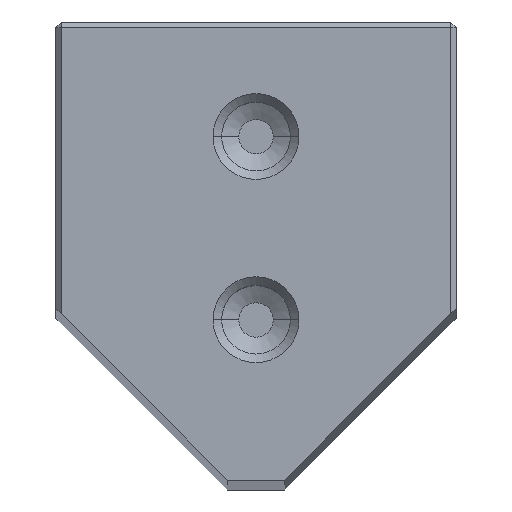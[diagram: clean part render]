
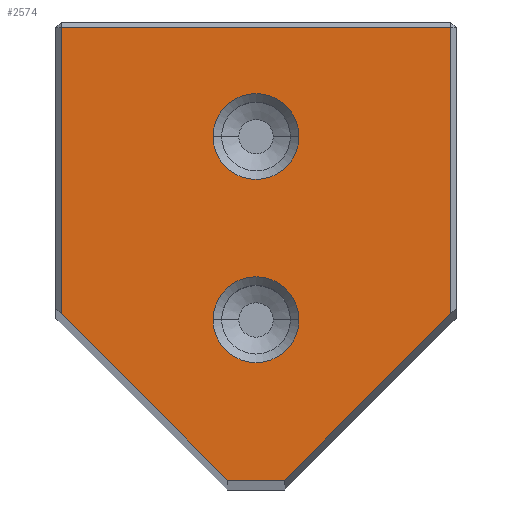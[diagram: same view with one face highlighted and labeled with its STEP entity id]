
A CAD part, top view. The second image highlights one B-rep face of the part: STEP entity #2574.
In plain terms, the highlighted planar face has unit normal (0, 0, 1).
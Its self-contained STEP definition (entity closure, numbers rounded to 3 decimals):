
#2574=ADVANCED_FACE('',(#3473,#3474,#3475),#2919,.T.);
#2919=PLANE('',#9063);
#3159=CIRCLE('',#8955,3.75);
#3161=CIRCLE('',#8958,3.75);
#3228=CIRCLE('',#9061,3.75);
#3229=CIRCLE('',#9062,3.75);
#3473=FACE_BOUND('',#3582,.T.);
#3474=FACE_BOUND('',#3583,.T.);
#3475=FACE_BOUND('',#3584,.T.);
#3582=EDGE_LOOP('',(#4392,#4393));
#3583=EDGE_LOOP('',(#4394,#4395));
#3584=EDGE_LOOP('',(#4396,#4397,#4398,#4399,#4400,#4401));
#4392=ORIENTED_EDGE('',*,*,#6821,.T.);
#4393=ORIENTED_EDGE('',*,*,#6960,.T.);
#4394=ORIENTED_EDGE('',*,*,#6817,.T.);
#4395=ORIENTED_EDGE('',*,*,#6961,.T.);
#4396=ORIENTED_EDGE('',*,*,#6940,.T.);
#4397=ORIENTED_EDGE('',*,*,#6962,.T.);
#4398=ORIENTED_EDGE('',*,*,#6963,.T.);
#4399=ORIENTED_EDGE('',*,*,#6964,.T.);
#4400=ORIENTED_EDGE('',*,*,#6946,.T.);
#4401=ORIENTED_EDGE('',*,*,#6942,.T.);
#6165=VERTEX_POINT('',#11603);
#6166=VERTEX_POINT('',#11605);
#6169=VERTEX_POINT('',#11612);
#6170=VERTEX_POINT('',#11614);
#6255=VERTEX_POINT('',#11848);
#6256=VERTEX_POINT('',#11850);
#6257=VERTEX_POINT('',#11854);
#6260=VERTEX_POINT('',#11862);
#6267=VERTEX_POINT('',#11888);
#6268=VERTEX_POINT('',#11890);
#6817=EDGE_CURVE('',#6166,#6165,#3159,.T.);
#6821=EDGE_CURVE('',#6170,#6169,#3161,.T.);
#6940=EDGE_CURVE('',#6256,#6255,#7767,.T.);
#6942=EDGE_CURVE('',#6257,#6256,#7769,.T.);
#6946=EDGE_CURVE('',#6260,#6257,#7773,.T.);
#6960=EDGE_CURVE('',#6169,#6170,#3228,.T.);
#6961=EDGE_CURVE('',#6165,#6166,#3229,.T.);
#6962=EDGE_CURVE('',#6255,#6267,#7782,.T.);
#6963=EDGE_CURVE('',#6267,#6268,#7783,.T.);
#6964=EDGE_CURVE('',#6268,#6260,#7784,.T.);
#7767=LINE('',#11849,#8461);
#7769=LINE('',#11853,#8463);
#7773=LINE('',#11861,#8467);
#7782=LINE('',#11887,#8476);
#7783=LINE('',#11889,#8477);
#7784=LINE('',#11891,#8478);
#8461=VECTOR('',#9806,1.);
#8463=VECTOR('',#9810,1.);
#8467=VECTOR('',#9816,1.);
#8476=VECTOR('',#9845,1.);
#8477=VECTOR('',#9846,1.);
#8478=VECTOR('',#9847,1.);
#8955=AXIS2_PLACEMENT_3D('',#11604,#9555,#9556);
#8958=AXIS2_PLACEMENT_3D('',#11613,#9563,#9564);
#9061=AXIS2_PLACEMENT_3D('',#11885,#9841,#9842);
#9062=AXIS2_PLACEMENT_3D('',#11886,#9843,#9844);
#9063=AXIS2_PLACEMENT_3D('',#11892,#9848,#9849);
#9555=DIRECTION('',(0.,0.,-1.));
#9556=DIRECTION('',(1.,0.,0.));
#9563=DIRECTION('',(0.,0.,-1.));
#9564=DIRECTION('',(1.,0.,0.));
#9806=DIRECTION('',(0.707,0.707,0.));
#9810=DIRECTION('',(1.,0.,0.));
#9816=DIRECTION('',(0.707,-0.707,0.));
#9841=DIRECTION('',(0.,0.,-1.));
#9842=DIRECTION('',(1.,0.,0.));
#9843=DIRECTION('',(0.,0.,-1.));
#9844=DIRECTION('',(1.,0.,0.));
#9845=DIRECTION('',(0.,1.,0.));
#9846=DIRECTION('',(-1.,0.,0.));
#9847=DIRECTION('',(0.,-1.,0.));
#9848=DIRECTION('',(0.,0.,1.));
#9849=DIRECTION('',(1.,0.,0.));
#11603=CARTESIAN_POINT('',(-3.75,64.,0.));
#11604=CARTESIAN_POINT('',(0.,64.,0.));
#11605=CARTESIAN_POINT('',(3.75,64.,0.));
#11612=CARTESIAN_POINT('',(-3.75,48.,0.));
#11613=CARTESIAN_POINT('',(0.,48.,0.));
#11614=CARTESIAN_POINT('',(3.75,48.,0.));
#11848=CARTESIAN_POINT('',(17.,48.5,0.));
#11849=CARTESIAN_POINT('',(2.5,34.,0.));
#11850=CARTESIAN_POINT('',(2.5,34.,0.));
#11853=CARTESIAN_POINT('',(-2.5,34.,0.));
#11854=CARTESIAN_POINT('',(-2.5,34.,0.));
#11861=CARTESIAN_POINT('',(-2.5,34.,0.));
#11862=CARTESIAN_POINT('',(-17.,48.5,0.));
#11885=CARTESIAN_POINT('',(0.,48.,0.));
#11886=CARTESIAN_POINT('',(0.,64.,0.));
#11887=CARTESIAN_POINT('',(17.,31.5,0.));
#11888=CARTESIAN_POINT('',(17.,73.5,0.));
#11889=CARTESIAN_POINT('',(0.,73.5,0.));
#11890=CARTESIAN_POINT('',(-17.,73.5,0.));
#11891=CARTESIAN_POINT('',(-17.,31.5,0.));
#11892=CARTESIAN_POINT('',(0.,31.5,0.));
